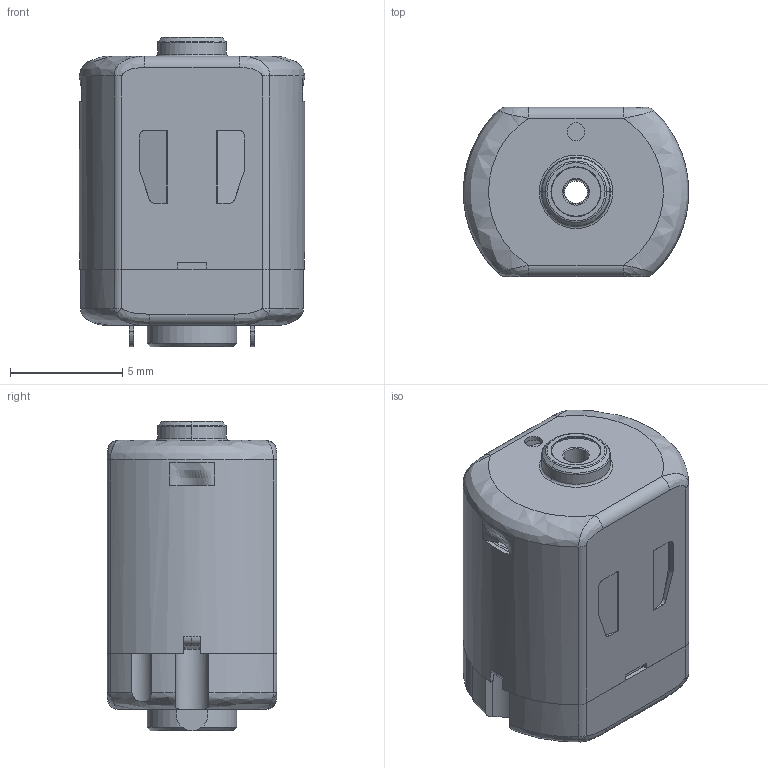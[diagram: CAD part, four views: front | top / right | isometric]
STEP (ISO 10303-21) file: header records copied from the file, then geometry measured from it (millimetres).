
FILE_DESCRIPTION (( 'STEP AP214' ), '1' );
FILE_NAME ('Motor1.STEP', '2015-07-21T18:34:10', ( '' ), ( '' ), 'SwSTEP 2.0', 'SolidWorks 2015', '' );
FILE_SCHEMA (( 'AUTOMOTIVE_DESIGN' ));
Length unit declared in the file: millimetre
Products named in the file (1): Motor1
Bounding box: 10.05 x 7.55 x 13.8 mm (x, y, z)
Volume: 324.9 mm3; surface area: 1451.7 mm2
Topology: 9 solids, 9 shells, 456 faces, 1177 edges, 741 vertices
Faces by surface type: cylinder 178, plane 152, torus 52, bspline 48, cone 26
Entity records: 20222 total; most frequent: CARTESIAN_POINT 7987, ORIENTED_EDGE 2346, DIRECTION 2310, EDGE_CURVE 1173, AXIS2_PLACEMENT_3D 883, VERTEX_POINT 741, LINE 544, VECTOR 544
